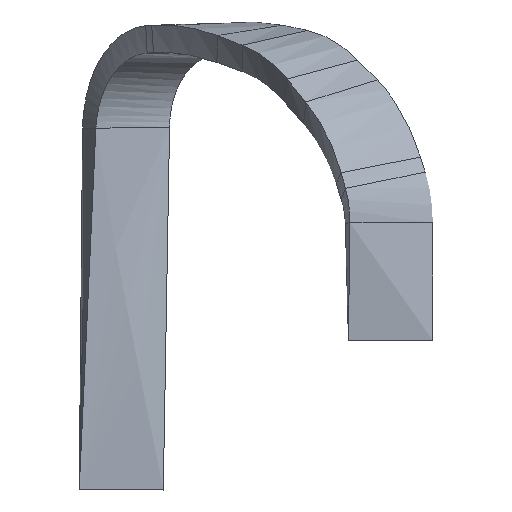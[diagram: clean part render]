
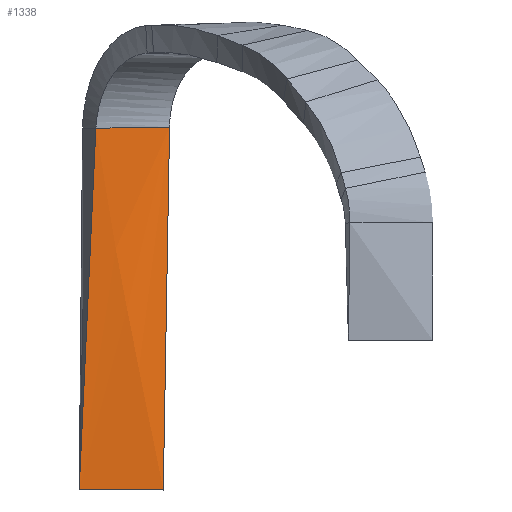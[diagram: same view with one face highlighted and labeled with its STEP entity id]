
A CAD part, front view. The second image highlights one B-rep face of the part: STEP entity #1338.
In plain terms, the highlighted free-form (B-spline) face has degree [1, 2] with [2, 9] control points.
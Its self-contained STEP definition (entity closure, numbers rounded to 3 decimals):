
#22 = CARTESIAN_POINT ( 'NONE',  ( 40.356, 100.749, 113.24 ) ) ;
#28 = CARTESIAN_POINT ( 'NONE',  ( 39.176, 99.601, 84.048 ) ) ;
#48 = VECTOR ( 'NONE', #1492, 1000. ) ;
#53 = EDGE_CURVE ( 'NONE', #926, #624, #1223, .T. ) ;
#98 = CARTESIAN_POINT ( 'NONE',  ( 32.784, 97.99, 152.092 ) ) ;
#133 = CARTESIAN_POINT ( 'NONE',  ( 38.625, 99.327, 74.321 ) ) ;
#142 = FACE_OUTER_BOUND ( 'NONE', #1157, .T. ) ;
#167 = CARTESIAN_POINT ( 'NONE',  ( 40.356, 100.749, 113.24 ) ) ;
#169 = CARTESIAN_POINT ( 'NONE',  ( 30.952, 100.628, 112.477 ) ) ;
#221 = CARTESIAN_POINT ( 'NONE',  ( 40.308, 100.684, 111.716 ) ) ;
#285 = CARTESIAN_POINT ( 'NONE',  ( 40.051, 100.328, 103.507 ) ) ;
#293 = CARTESIAN_POINT ( 'NONE',  ( 41.006, 102.504, 152.178 ) ) ;
#304 = CARTESIAN_POINT ( 'NONE',  ( 30.978, 100.572, 113.237 ) ) ;
#363 = EDGE_CURVE ( 'NONE', #1419, #624, #1452, .T. ) ;
#365 = CARTESIAN_POINT ( 'NONE',  ( 41.006, 102.504, 152.178 ) ) ;
#377 = CARTESIAN_POINT ( 'NONE',  ( 31.305, 99.855, 122.951 ) ) ;
#388 = CARTESIAN_POINT ( 'NONE',  ( 32.217, 98.55, 142.379 ) ) ;
#411 = VERTEX_POINT ( 'NONE', #669 ) ;
#426 = CARTESIAN_POINT ( 'NONE',  ( 30.28, 102.784, 84.091 ) ) ;
#490 = CARTESIAN_POINT ( 'NONE',  ( 32.784, 97.99, 152.092 ) ) ;
#526 = VECTOR ( 'NONE', #1340, 1000. ) ;
#598 = CARTESIAN_POINT ( 'NONE',  ( 40.987, 102.066, 142.441 ) ) ;
#612 =( BOUNDED_CURVE ( )  B_SPLINE_CURVE ( 2, ( #293, #754, #1456, #984, #167, #625, #856 ),
 .UNSPECIFIED., .F., .T. ) 
 B_SPLINE_CURVE_WITH_KNOTS ( ( 3, 2, 2, 3 ),
 ( 0., 0.25, 0.5, 0.52 ),
 .UNSPECIFIED. ) 
 CURVE ( )  GEOMETRIC_REPRESENTATION_ITEM ( )  RATIONAL_B_SPLINE_CURVE ( ( 1., 0.993, 1., 0.993, 1., 0.999, 0.999 ) ) 
 REPRESENTATION_ITEM ( '' )  );
#624 = VERTEX_POINT ( 'NONE', #1066 ) ;
#625 = CARTESIAN_POINT ( 'NONE',  ( 40.332, 100.716, 112.479 ) ) ;
#669 = CARTESIAN_POINT ( 'NONE',  ( 41.006, 102.504, 152.178 ) ) ;
#742 = CARTESIAN_POINT ( 'NONE',  ( 31.761, 99.203, 132.665 ) ) ;
#754 = CARTESIAN_POINT ( 'NONE',  ( 40.987, 102.066, 142.441 ) ) ;
#765 = CARTESIAN_POINT ( 'NONE',  ( 30.928, 100.684, 111.716 ) ) ;
#796 = EDGE_CURVE ( 'NONE', #411, #926, #612, .T. ) ;
#856 = CARTESIAN_POINT ( 'NONE',  ( 40.308, 100.684, 111.716 ) ) ;
#926 = VERTEX_POINT ( 'NONE', #221 ) ;
#952 = CARTESIAN_POINT ( 'NONE',  ( 32.784, 97.99, 152.092 ) ) ;
#960 = CARTESIAN_POINT ( 'NONE',  ( 31.761, 99.203, 132.665 ) ) ;
#984 = CARTESIAN_POINT ( 'NONE',  ( 40.661, 101.171, 122.972 ) ) ;
#1025 = LINE ( 'NONE', #98, #48 ) ;
#1062 = CARTESIAN_POINT ( 'NONE',  ( 40.824, 101.619, 132.707 ) ) ;
#1066 = CARTESIAN_POINT ( 'NONE',  ( 30.928, 100.684, 111.716 ) ) ;
#1076 = CARTESIAN_POINT ( 'NONE',  ( 30.651, 101.289, 103.522 ) ) ;
#1114 = CARTESIAN_POINT ( 'NONE',  ( 30.465, 102.036, 93.807 ) ) ;
#1129 = ORIENTED_EDGE ( 'NONE', *, *, #796, .F. ) ;
#1157 = EDGE_LOOP ( 'NONE', ( #1404, #1129, #1208, #1367 ) ) ;
#1176 = CARTESIAN_POINT ( 'NONE',  ( 39.614, 99.964, 93.778 ) ) ;
#1208 = ORIENTED_EDGE ( 'NONE', *, *, #1458, .T. ) ;
#1211 = CARTESIAN_POINT ( 'NONE',  ( 31.305, 99.855, 122.951 ) ) ;
#1221 =( BOUNDED_SURFACE ( )  B_SPLINE_SURFACE ( 1, 2, ( 
 ( #365, #598, #1062, #1331, #22, #285, #1176, #28, #133 ),
 ( #952, #1312, #960, #377, #1316, #1076, #1114, #426, #1490 ) ),
 .UNSPECIFIED., .F., .F., .F. ) 
 B_SPLINE_SURFACE_WITH_KNOTS ( ( 2, 2 ),
 ( 3, 2, 2, 2, 3 ),
 ( 0., 1. ),
 ( 0., 0.25, 0.5, 0.75, 1. ),
 .UNSPECIFIED. ) 
 GEOMETRIC_REPRESENTATION_ITEM ( )  RATIONAL_B_SPLINE_SURFACE ( (
 ( 1., 0.993, 1., 0.993, 1., 0.993, 1., 0.993, 1.),
 ( 1., 0.993, 1., 0.993, 1., 0.993, 1., 0.993, 1.) ) ) 
 REPRESENTATION_ITEM ( '' )  SURFACE ( )  );
#1223 = LINE ( 'NONE', #1484, #526 ) ;
#1254 = CARTESIAN_POINT ( 'NONE',  ( 32.784, 97.99, 152.092 ) ) ;
#1312 = CARTESIAN_POINT ( 'NONE',  ( 32.217, 98.55, 142.379 ) ) ;
#1316 = CARTESIAN_POINT ( 'NONE',  ( 30.978, 100.572, 113.237 ) ) ;
#1331 = CARTESIAN_POINT ( 'NONE',  ( 40.661, 101.171, 122.972 ) ) ;
#1338 = ADVANCED_FACE ( 'NONE', ( #142 ), #1221, .T. ) ;
#1340 = DIRECTION ( 'NONE',  ( -1., 0., 0. ) ) ;
#1367 = ORIENTED_EDGE ( 'NONE', *, *, #363, .T. ) ;
#1404 = ORIENTED_EDGE ( 'NONE', *, *, #53, .F. ) ;
#1419 = VERTEX_POINT ( 'NONE', #1254 ) ;
#1452 =( BOUNDED_CURVE ( )  B_SPLINE_CURVE ( 2, ( #490, #388, #742, #1211, #304, #169, #765 ),
 .UNSPECIFIED., .F., .T. ) 
 B_SPLINE_CURVE_WITH_KNOTS ( ( 3, 2, 2, 3 ),
 ( 0., 0.25, 0.5, 0.52 ),
 .UNSPECIFIED. ) 
 CURVE ( )  GEOMETRIC_REPRESENTATION_ITEM ( )  RATIONAL_B_SPLINE_CURVE ( ( 1., 0.993, 1., 0.993, 1., 0.999, 0.999 ) ) 
 REPRESENTATION_ITEM ( '' )  );
#1456 = CARTESIAN_POINT ( 'NONE',  ( 40.824, 101.619, 132.707 ) ) ;
#1458 = EDGE_CURVE ( 'NONE', #411, #1419, #1025, .T. ) ;
#1484 = CARTESIAN_POINT ( 'NONE',  ( 30.928, 100.684, 111.716 ) ) ;
#1490 = CARTESIAN_POINT ( 'NONE',  ( 30.239, 103.527, 74.373 ) ) ;
#1492 = DIRECTION ( 'NONE',  ( -0.877, -0.481, -0.009 ) ) ;
